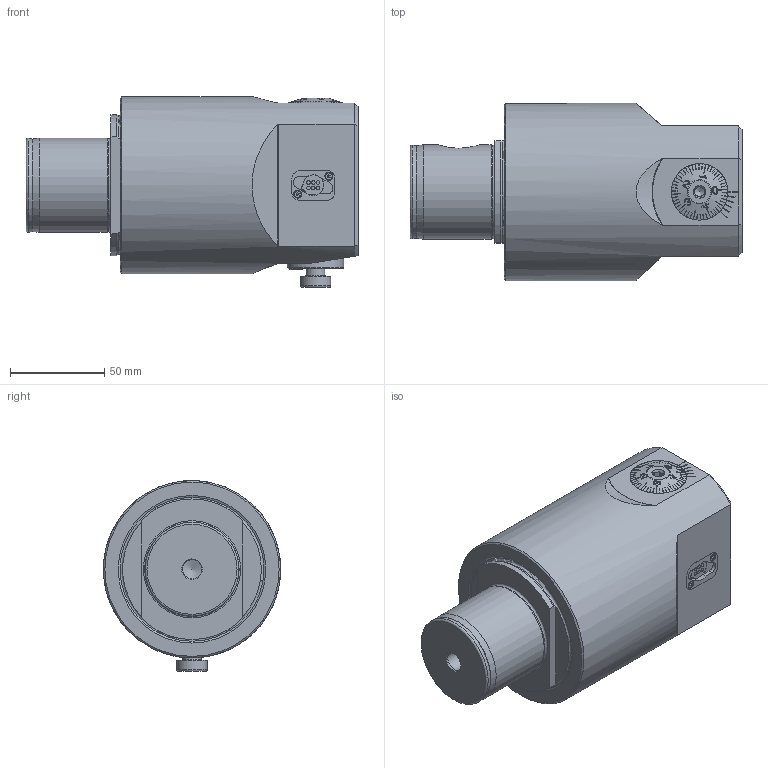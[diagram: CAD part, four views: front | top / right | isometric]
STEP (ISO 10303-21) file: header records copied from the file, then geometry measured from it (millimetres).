
FILE_DESCRIPTION (( 'STEP AP214' ), '1' );
FILE_NAME ('MB9.F94.DA4.130.STEP', '2020-07-01T08:14:19', ( '' ), ( '' ), 'SwSTEP 2.0', 'SolidWorks 2017', '' );
FILE_SCHEMA (( 'AUTOMOTIVE_DESIGN' ));
Length unit declared in the file: millimetre
Products named in the file (20): DIN 3771 - 13x1; MB9-F94.DA3.130_A_bohrungen gef〕lt; F94-BG2.014.024_B_Fertig mit Gewinde; DIN 3771 - 25x1.5; WCB-ER2.001.009_A; F94-BG1.DA3.030_A; A55-BG2.012.006_B; Fxx-MAB.xxx.xxx_A_F94; Fxx-BG7.DA1.0xx_B_F72; Klebstoff D10; MB9.F94.DA4.130; F94-BG1.DA4.030; DIN 7984 - M10 x 16; PEF-DA3.010.032_A_F72; A55-BG3.011.033_A_gek〉zt; ISO 4026 - M10 x 16; A55-BG2.013.005_C; ISO 4762 - M2 x 4; F55-BG1.012.012_A; A55-BG2.011.016_D
Assembly tree (20 placements, depth 3):
  MB9.F94.DA4.130
    MB9-F94.DA3.130_A_bohrungen gef〕lt
    F94-BG1.DA4.030
      F94-BG1.DA3.030_A
      F55-BG1.012.012_A
      A55-BG2.011.016_D
      A55-BG2.012.006_B
      A55-BG2.013.005_C
      DIN 3771 - 25x1.5
      F94-BG2.014.024_B_Fertig mit Gewinde
      Fxx-MAB.xxx.xxx_A_F94
    A55-BG3.011.033_A_gek〉zt
    WCB-ER2.001.009_A
    Klebstoff D10
    ISO 4026 - M10 x 16
    DIN 7984 - M10 x 16
    DIN 3771 - 13x1
    Fxx-BG7.DA1.0xx_B_F72
    PEF-DA3.010.032_A_F72
    ISO 4762 - M2 x 4  x2
Bounding box: 176 x 94 x 101.14 mm (x, y, z)
Volume: 892845.3 mm3; surface area: 97278.6 mm2
Topology: 31 solids, 31 shells, 814 faces, 2061 edges, 1336 vertices
Faces by surface type: plane 479, cylinder 139, cone 127, bspline 35, torus 33, sphere 1
Full cylindrical faces by diameter (mm): 1.6 x2, 1.9 x6, 2 x2, 2.2 x2, 2.5 x3, 3.3 x2, 3.8 x2, 4 x1, 4.2 x7, 5 x1, 5.25 x1, 8 x2, 8.5 x2, 9.95 x1, 10 x4, 10.2 x1, 11.4 x1, 11.5 x1, 11.6 x1, 11.95 x1, 12 x4, 12.4 x1, 12.5 x1, 13 x3, 14 x2, 15.5 x1, 16 x1, 18 x1, 20 x1, 22 x1
Entity records: 31208 total; most frequent: CARTESIAN_POINT 8505, ORIENTED_EDGE 3624, DIRECTION 3299, EDGE_CURVE 1812, VERTEX_POINT 1258, AXIS2_PLACEMENT_3D 1240, EDGE_LOOP 1004, FACE_OUTER_BOUND 886
